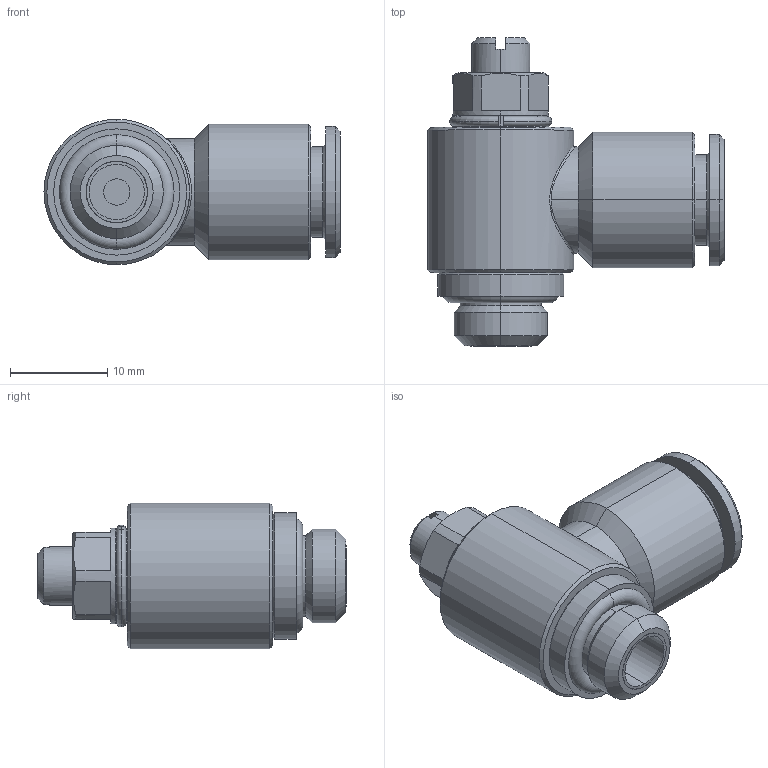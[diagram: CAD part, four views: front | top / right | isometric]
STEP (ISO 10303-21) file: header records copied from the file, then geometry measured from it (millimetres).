
FILE_DESCRIPTION (( 'STEP AP203' ), '1' );
FILE_NAME ('04280V41.STEP', '2010-05-05T06:31:02', ( '' ), ( 'sopra-pneumatic' ), 'SwSTEP 2.0', 'SolidWorks 2009', '' );
FILE_SCHEMA (( 'CONFIG_CONTROL_DESIGN' ));
Length unit declared in the file: millimetre
Products named in the file (1): 04280V41
Bounding box: 30.5 x 31.75 x 15 mm (x, y, z)
Volume: 5001.8 mm3; surface area: 3138 mm2
Topology: 2 solids, 4 shells, 103 faces, 219 edges, 138 vertices
Faces by surface type: plane 36, cylinder 35, cone 26, torus 4, bspline 2
Entity records: 3974 total; most frequent: CARTESIAN_POINT 1628, DIRECTION 509, ORIENTED_EDGE 438, EDGE_CURVE 219, AXIS2_PLACEMENT_3D 213, VERTEX_POINT 138, EDGE_LOOP 117, CIRCLE 111
